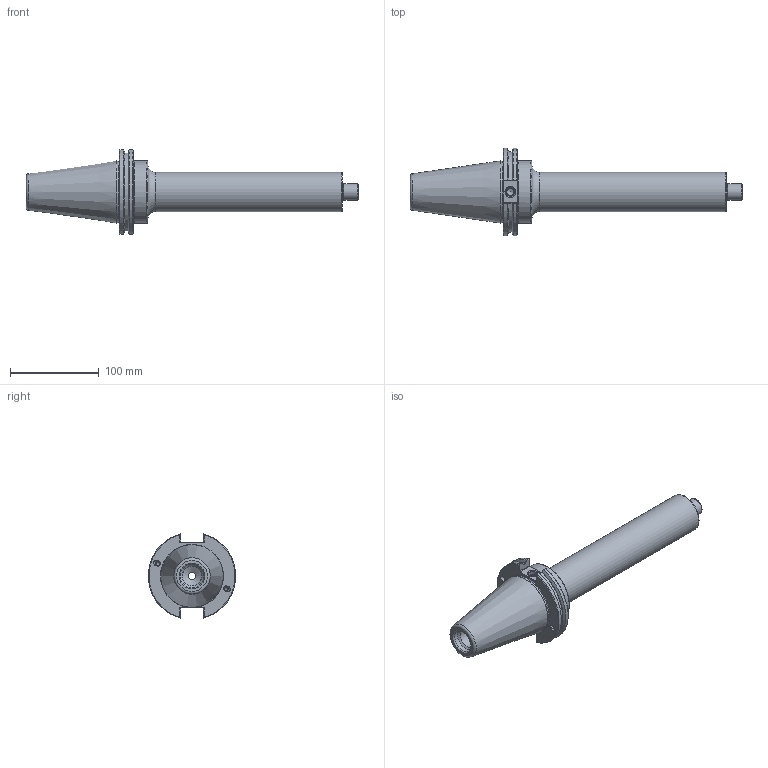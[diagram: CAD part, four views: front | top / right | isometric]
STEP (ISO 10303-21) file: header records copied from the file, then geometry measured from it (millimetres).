
FILE_DESCRIPTION(/* description */ ('BODY, SHELL MILL HOLDER'),/* implementation_level */ '2;1');
FILE_NAME(/* name */ 'C50BC-75SM1000C.stp',/* time_stamp */ '2020-06-09T11:37:34-04:00',/* author */ ('dalloco'),/* organization */ (''),/* preprocessor_version */ 'ST-DEVELOPER v16.13',/* originating_system */ 'Autodesk Inventor 2018',/* authorisation */ '');
FILE_SCHEMA (('AUTOMOTIVE_DESIGN { 1 0 10303 214 3 1 1 }'));
Length unit declared in the file: inch
Products named in the file (1): C50BC-75SM1000C
Bounding box: 373.05 x 98.06 x 94.71 mm (x, y, z)
Volume: 663408 mm3; surface area: 95052.9 mm2
Topology: 1 solids, 1 shells, 129 faces, 346 edges, 223 vertices
Faces by surface type: cylinder 50, plane 40, cone 23, torus 8, bspline 8
Full cylindrical faces by diameter (mm): 2.5 x6, 5 x2, 6.1 x2, 7.417 x2, 7.925 x2, 8 x1, 8.382 x2, 10.135 x1, 10.922 x1, 17.516 x1, 19.04 x1, 21.971 x1, 26.365 x1, 44.45 x1, 69.342 x1, 69.85 x1
Entity records: 4606 total; most frequent: CARTESIAN_POINT 1516, DIRECTION 612, ORIENTED_EDGE 550, EDGE_CURVE 275, AXIS2_PLACEMENT_3D 259, VERTEX_POINT 201, EDGE_LOOP 200, FACE_OUTER_BOUND 129
